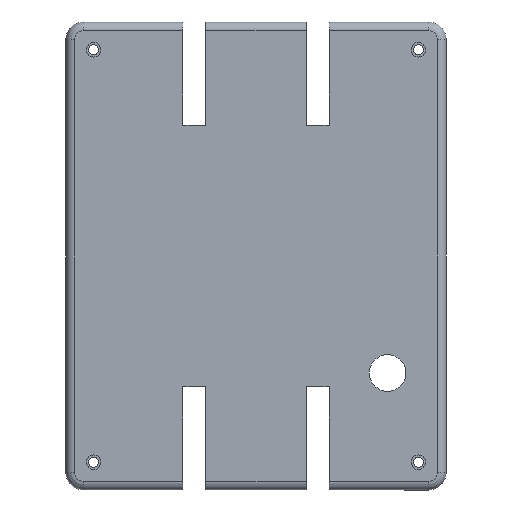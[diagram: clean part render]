
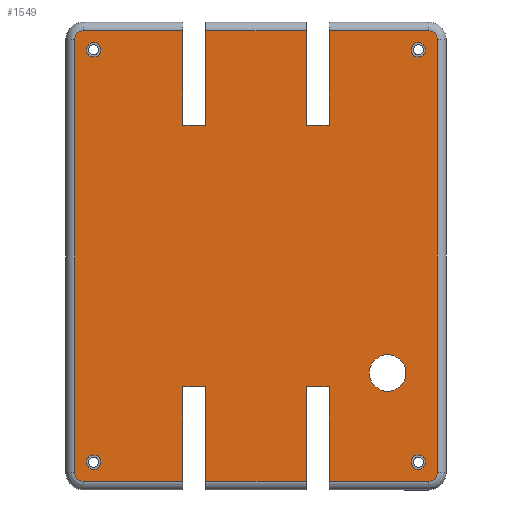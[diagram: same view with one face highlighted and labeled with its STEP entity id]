
A CAD part, front view. The second image highlights one B-rep face of the part: STEP entity #1549.
In plain terms, the highlighted face is planar.
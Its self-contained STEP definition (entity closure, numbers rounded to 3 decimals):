
#56=FACE_BOUND('',#271,.T.);
#57=FACE_BOUND('',#272,.T.);
#58=FACE_BOUND('',#273,.T.);
#59=FACE_BOUND('',#274,.T.);
#60=FACE_BOUND('',#275,.T.);
#101=PLANE('',#1743);
#179=FACE_OUTER_BOUND('',#270,.T.);
#270=EDGE_LOOP('',(#1331,#1332,#1333,#1334,#1335,#1336,#1337,#1338,#1339,
#1340,#1341,#1342,#1343,#1344,#1345,#1346,#1347,#1348,#1349,#1350,#1351,
#1352,#1353,#1354));
#271=EDGE_LOOP('',(#1355));
#272=EDGE_LOOP('',(#1356));
#273=EDGE_LOOP('',(#1357));
#274=EDGE_LOOP('',(#1358));
#275=EDGE_LOOP('',(#1359));
#339=CIRCLE('',#1705,6.25);
#340=CIRCLE('',#1707,2.5);
#343=CIRCLE('',#1712,2.5);
#350=CIRCLE('',#1721,3.);
#356=CIRCLE('',#1729,3.);
#361=CIRCLE('',#1744,3.);
#362=CIRCLE('',#1745,3.);
#363=CIRCLE('',#1746,2.5);
#364=CIRCLE('',#1747,2.5);
#467=LINE('',#2533,#608);
#470=LINE('',#2559,#611);
#473=LINE('',#2565,#614);
#475=LINE('',#2588,#616);
#478=LINE('',#2599,#619);
#482=LINE('',#2605,#623);
#483=LINE('',#2608,#624);
#488=LINE('',#2617,#629);
#490=LINE('',#2620,#631);
#491=LINE('',#2623,#632);
#493=LINE('',#2629,#634);
#494=LINE('',#2633,#635);
#495=LINE('',#2635,#636);
#496=LINE('',#2637,#637);
#497=LINE('',#2639,#638);
#498=LINE('',#2641,#639);
#499=LINE('',#2643,#640);
#500=LINE('',#2645,#641);
#501=LINE('',#2647,#642);
#502=LINE('',#2649,#643);
#608=VECTOR('',#2076,10.);
#611=VECTOR('',#2093,10.);
#614=VECTOR('',#2098,10.);
#616=VECTOR('',#2112,10.);
#619=VECTOR('',#2125,10.);
#623=VECTOR('',#2131,10.);
#624=VECTOR('',#2134,10.);
#629=VECTOR('',#2141,10.);
#631=VECTOR('',#2145,10.);
#632=VECTOR('',#2148,10.);
#634=VECTOR('',#2154,10.);
#635=VECTOR('',#2157,10.);
#636=VECTOR('',#2158,10.);
#637=VECTOR('',#2159,10.);
#638=VECTOR('',#2160,10.);
#639=VECTOR('',#2161,10.);
#640=VECTOR('',#2162,10.);
#641=VECTOR('',#2163,10.);
#642=VECTOR('',#2164,10.);
#643=VECTOR('',#2165,10.);
#735=VERTEX_POINT('',#2507);
#736=VERTEX_POINT('',#2511);
#739=VERTEX_POINT('',#2520);
#742=VERTEX_POINT('',#2529);
#744=VERTEX_POINT('',#2532);
#747=VERTEX_POINT('',#2547);
#749=VERTEX_POINT('',#2553);
#751=VERTEX_POINT('',#2557);
#753=VERTEX_POINT('',#2563);
#755=VERTEX_POINT('',#2576);
#757=VERTEX_POINT('',#2580);
#759=VERTEX_POINT('',#2585);
#762=VERTEX_POINT('',#2598);
#764=VERTEX_POINT('',#2607);
#767=VERTEX_POINT('',#2615);
#768=VERTEX_POINT('',#2622);
#770=VERTEX_POINT('',#2628);
#771=VERTEX_POINT('',#2630);
#772=VERTEX_POINT('',#2632);
#773=VERTEX_POINT('',#2634);
#774=VERTEX_POINT('',#2636);
#775=VERTEX_POINT('',#2638);
#776=VERTEX_POINT('',#2640);
#777=VERTEX_POINT('',#2642);
#778=VERTEX_POINT('',#2644);
#779=VERTEX_POINT('',#2646);
#780=VERTEX_POINT('',#2648);
#781=VERTEX_POINT('',#2651);
#782=VERTEX_POINT('',#2653);
#922=EDGE_CURVE('',#735,#735,#339,.T.);
#923=EDGE_CURVE('',#736,#736,#340,.T.);
#927=EDGE_CURVE('',#739,#739,#343,.T.);
#932=EDGE_CURVE('',#744,#742,#467,.T.);
#937=EDGE_CURVE('',#747,#744,#350,.T.);
#941=EDGE_CURVE('',#749,#751,#470,.T.);
#944=EDGE_CURVE('',#753,#751,#473,.T.);
#948=EDGE_CURVE('',#755,#757,#356,.T.);
#951=EDGE_CURVE('',#759,#755,#475,.T.);
#956=EDGE_CURVE('',#759,#762,#478,.T.);
#960=EDGE_CURVE('',#762,#753,#482,.T.);
#961=EDGE_CURVE('',#749,#764,#483,.T.);
#966=EDGE_CURVE('',#767,#742,#488,.T.);
#968=EDGE_CURVE('',#764,#767,#490,.T.);
#969=EDGE_CURVE('',#747,#768,#491,.T.);
#972=EDGE_CURVE('',#757,#770,#493,.T.);
#973=EDGE_CURVE('',#771,#770,#361,.T.);
#974=EDGE_CURVE('',#772,#771,#494,.T.);
#975=EDGE_CURVE('',#772,#773,#495,.T.);
#976=EDGE_CURVE('',#773,#774,#496,.T.);
#977=EDGE_CURVE('',#774,#775,#497,.T.);
#978=EDGE_CURVE('',#776,#775,#498,.T.);
#979=EDGE_CURVE('',#776,#777,#499,.T.);
#980=EDGE_CURVE('',#777,#778,#500,.T.);
#981=EDGE_CURVE('',#778,#779,#501,.T.);
#982=EDGE_CURVE('',#780,#779,#502,.T.);
#983=EDGE_CURVE('',#768,#780,#362,.T.);
#984=EDGE_CURVE('',#781,#781,#363,.T.);
#985=EDGE_CURVE('',#782,#782,#364,.T.);
#1331=ORIENTED_EDGE('',*,*,#972,.T.);
#1332=ORIENTED_EDGE('',*,*,#973,.F.);
#1333=ORIENTED_EDGE('',*,*,#974,.F.);
#1334=ORIENTED_EDGE('',*,*,#975,.T.);
#1335=ORIENTED_EDGE('',*,*,#976,.T.);
#1336=ORIENTED_EDGE('',*,*,#977,.T.);
#1337=ORIENTED_EDGE('',*,*,#978,.F.);
#1338=ORIENTED_EDGE('',*,*,#979,.T.);
#1339=ORIENTED_EDGE('',*,*,#980,.T.);
#1340=ORIENTED_EDGE('',*,*,#981,.T.);
#1341=ORIENTED_EDGE('',*,*,#982,.F.);
#1342=ORIENTED_EDGE('',*,*,#983,.F.);
#1343=ORIENTED_EDGE('',*,*,#969,.F.);
#1344=ORIENTED_EDGE('',*,*,#937,.T.);
#1345=ORIENTED_EDGE('',*,*,#932,.T.);
#1346=ORIENTED_EDGE('',*,*,#966,.F.);
#1347=ORIENTED_EDGE('',*,*,#968,.F.);
#1348=ORIENTED_EDGE('',*,*,#961,.F.);
#1349=ORIENTED_EDGE('',*,*,#941,.T.);
#1350=ORIENTED_EDGE('',*,*,#944,.F.);
#1351=ORIENTED_EDGE('',*,*,#960,.F.);
#1352=ORIENTED_EDGE('',*,*,#956,.F.);
#1353=ORIENTED_EDGE('',*,*,#951,.T.);
#1354=ORIENTED_EDGE('',*,*,#948,.T.);
#1355=ORIENTED_EDGE('',*,*,#922,.T.);
#1356=ORIENTED_EDGE('',*,*,#923,.F.);
#1357=ORIENTED_EDGE('',*,*,#927,.F.);
#1358=ORIENTED_EDGE('',*,*,#984,.T.);
#1359=ORIENTED_EDGE('',*,*,#985,.T.);
#1549=ADVANCED_FACE('',(#179,#56,#57,#58,#59,#60),#101,.T.);
#1705=AXIS2_PLACEMENT_3D('',#2509,#2048,#2049);
#1707=AXIS2_PLACEMENT_3D('',#2512,#2052,#2053);
#1712=AXIS2_PLACEMENT_3D('',#2521,#2063,#2064);
#1721=AXIS2_PLACEMENT_3D('',#2550,#2084,#2085);
#1729=AXIS2_PLACEMENT_3D('',#2582,#2105,#2106);
#1743=AXIS2_PLACEMENT_3D('',#2627,#2152,#2153);
#1744=AXIS2_PLACEMENT_3D('',#2631,#2155,#2156);
#1745=AXIS2_PLACEMENT_3D('',#2650,#2166,#2167);
#1746=AXIS2_PLACEMENT_3D('',#2652,#2168,#2169);
#1747=AXIS2_PLACEMENT_3D('',#2654,#2170,#2171);
#2048=DIRECTION('center_axis',(0.,-1.,0.));
#2049=DIRECTION('ref_axis',(1.,0.,0.));
#2052=DIRECTION('center_axis',(0.,1.,0.));
#2053=DIRECTION('ref_axis',(1.,0.,0.));
#2063=DIRECTION('center_axis',(0.,1.,0.));
#2064=DIRECTION('ref_axis',(1.,0.,0.));
#2076=DIRECTION('',(-1.,0.,0.));
#2084=DIRECTION('center_axis',(0.,1.,0.));
#2085=DIRECTION('ref_axis',(0.707,0.,-0.707));
#2093=DIRECTION('',(-1.,0.,0.));
#2098=DIRECTION('',(0.,0.,-1.));
#2105=DIRECTION('center_axis',(0.,1.,0.));
#2106=DIRECTION('ref_axis',(-0.707,0.,-0.707));
#2112=DIRECTION('',(-1.,0.,0.));
#2125=DIRECTION('',(0.,0.,1.));
#2131=DIRECTION('',(1.,0.,0.));
#2134=DIRECTION('',(0.,0.,1.));
#2141=DIRECTION('',(0.,0.,-1.));
#2145=DIRECTION('',(1.,0.,0.));
#2148=DIRECTION('',(0.,0.,1.));
#2152=DIRECTION('center_axis',(0.,1.,0.));
#2153=DIRECTION('ref_axis',(0.,0.,1.));
#2154=DIRECTION('',(0.,0.,1.));
#2155=DIRECTION('center_axis',(0.,-1.,0.));
#2156=DIRECTION('ref_axis',(-0.707,0.,0.707));
#2157=DIRECTION('',(-1.,0.,0.));
#2158=DIRECTION('',(0.,0.,-1.));
#2159=DIRECTION('',(1.,0.,0.));
#2160=DIRECTION('',(0.,0.,1.));
#2161=DIRECTION('',(-1.,0.,0.));
#2162=DIRECTION('',(0.,0.,-1.));
#2163=DIRECTION('',(1.,0.,0.));
#2164=DIRECTION('',(0.,0.,1.));
#2165=DIRECTION('',(-1.,0.,0.));
#2166=DIRECTION('center_axis',(0.,-1.,0.));
#2167=DIRECTION('ref_axis',(0.707,0.,0.707));
#2168=DIRECTION('center_axis',(0.,-1.,0.));
#2169=DIRECTION('ref_axis',(1.,0.,0.));
#2170=DIRECTION('center_axis',(0.,-1.,0.));
#2171=DIRECTION('ref_axis',(1.,0.,0.));
#2507=CARTESIAN_POINT('',(-26.25,3.,-40.));
#2509=CARTESIAN_POINT('Origin',(-20.,3.,-40.));
#2511=CARTESIAN_POINT('',(-12.,3.,-150.5));
#2512=CARTESIAN_POINT('Origin',(-9.5,3.,-150.5));
#2520=CARTESIAN_POINT('',(-123.,3.,-150.5));
#2521=CARTESIAN_POINT('Origin',(-120.5,3.,-150.5));
#2529=CARTESIAN_POINT('',(-40.,3.,-157.));
#2532=CARTESIAN_POINT('',(-6.,3.,-157.));
#2533=CARTESIAN_POINT('',(-97.5,3.,-157.));
#2547=CARTESIAN_POINT('',(-3.,3.,-154.));
#2550=CARTESIAN_POINT('Origin',(-6.,3.,-154.));
#2553=CARTESIAN_POINT('',(-47.75,3.,-157.));
#2557=CARTESIAN_POINT('',(-82.25,3.,-157.));
#2559=CARTESIAN_POINT('',(-97.5,3.,-157.));
#2563=CARTESIAN_POINT('',(-82.25,3.,-124.75));
#2565=CARTESIAN_POINT('',(-82.25,3.,-97.375));
#2576=CARTESIAN_POINT('',(-124.,3.,-157.));
#2580=CARTESIAN_POINT('',(-127.,3.,-154.));
#2582=CARTESIAN_POINT('Origin',(-124.,3.,-154.));
#2585=CARTESIAN_POINT('',(-90.,3.,-157.));
#2588=CARTESIAN_POINT('',(-97.5,3.,-157.));
#2598=CARTESIAN_POINT('',(-90.,3.,-124.75));
#2599=CARTESIAN_POINT('',(-90.,3.,-115.));
#2605=CARTESIAN_POINT('',(-77.5,3.,-124.75));
#2607=CARTESIAN_POINT('',(-47.75,3.,-124.75));
#2608=CARTESIAN_POINT('',(-47.75,3.,-115.));
#2615=CARTESIAN_POINT('',(-40.,3.,-124.75));
#2617=CARTESIAN_POINT('',(-40.,3.,-97.375));
#2620=CARTESIAN_POINT('',(-56.375,3.,-124.75));
#2622=CARTESIAN_POINT('',(-3.,3.,-6.));
#2623=CARTESIAN_POINT('',(-3.,3.,-45.));
#2627=CARTESIAN_POINT('Origin',(-65.,3.,-90.));
#2628=CARTESIAN_POINT('',(-127.,3.,-6.));
#2629=CARTESIAN_POINT('',(-127.,3.,-25.));
#2630=CARTESIAN_POINT('',(-124.,3.,-3.));
#2631=CARTESIAN_POINT('Origin',(-124.,3.,-6.));
#2632=CARTESIAN_POINT('',(-90.,3.,-3.));
#2633=CARTESIAN_POINT('',(-97.5,3.,-3.));
#2634=CARTESIAN_POINT('',(-90.,3.,-35.25));
#2635=CARTESIAN_POINT('',(-90.,3.,-45.));
#2636=CARTESIAN_POINT('',(-82.25,3.,-35.25));
#2637=CARTESIAN_POINT('',(-77.5,3.,-35.25));
#2638=CARTESIAN_POINT('',(-82.25,3.,-3.));
#2639=CARTESIAN_POINT('',(-82.25,3.,-62.625));
#2640=CARTESIAN_POINT('',(-47.75,3.,-3.));
#2641=CARTESIAN_POINT('',(-97.5,3.,-3.));
#2642=CARTESIAN_POINT('',(-47.75,3.,-35.25));
#2643=CARTESIAN_POINT('',(-47.75,3.,-45.));
#2644=CARTESIAN_POINT('',(-40.,3.,-35.25));
#2645=CARTESIAN_POINT('',(-56.375,3.,-35.25));
#2646=CARTESIAN_POINT('',(-40.,3.,-3.));
#2647=CARTESIAN_POINT('',(-40.,3.,-62.625));
#2648=CARTESIAN_POINT('',(-6.,3.,-3.));
#2649=CARTESIAN_POINT('',(-97.5,3.,-3.));
#2650=CARTESIAN_POINT('Origin',(-6.,3.,-6.));
#2651=CARTESIAN_POINT('',(-123.,3.,-9.5));
#2652=CARTESIAN_POINT('Origin',(-120.5,3.,-9.5));
#2653=CARTESIAN_POINT('',(-12.,3.,-9.5));
#2654=CARTESIAN_POINT('Origin',(-9.5,3.,-9.5));
